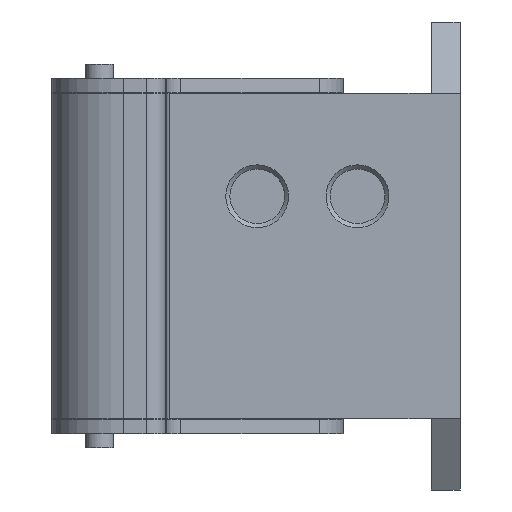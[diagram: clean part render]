
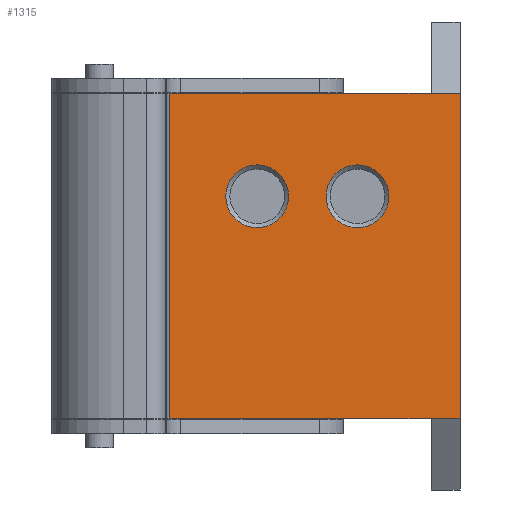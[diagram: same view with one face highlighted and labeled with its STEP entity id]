
A CAD part, left-side view. The second image highlights one B-rep face of the part: STEP entity #1315.
In plain terms, the highlighted planar face has unit normal (-1, 0, 0).
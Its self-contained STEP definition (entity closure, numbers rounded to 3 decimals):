
#52=LINE('',#1896,#178);
#71=LINE('',#1953,#197);
#133=LINE('',#2144,#259);
#134=LINE('',#2150,#260);
#178=VECTOR('',#1503,1000.);
#197=VECTOR('',#1542,1000.);
#259=VECTOR('',#1742,1000.);
#260=VECTOR('',#1749,1000.);
#526=ORIENTED_EDGE('',*,*,#790,.T.);
#527=ORIENTED_EDGE('',*,*,#791,.T.);
#528=ORIENTED_EDGE('',*,*,#669,.T.);
#529=ORIENTED_EDGE('',*,*,#792,.F.);
#530=ORIENTED_EDGE('',*,*,#697,.F.);
#531=ORIENTED_EDGE('',*,*,#789,.T.);
#669=EDGE_CURVE('',#852,#851,#52,.T.);
#697=EDGE_CURVE('',#879,#865,#71,.T.);
#789=EDGE_CURVE('',#879,#852,#133,.T.);
#790=EDGE_CURVE('',#940,#940,#1016,.T.);
#791=EDGE_CURVE('',#941,#941,#1017,.T.);
#792=EDGE_CURVE('',#865,#851,#134,.T.);
#851=VERTEX_POINT('',#1895);
#852=VERTEX_POINT('',#1897);
#865=VERTEX_POINT('',#1925);
#879=VERTEX_POINT('',#1952);
#940=VERTEX_POINT('',#2147);
#941=VERTEX_POINT('',#2149);
#1016=CIRCLE('',#1445,6.578);
#1017=CIRCLE('',#1446,6.579);
#1083=EDGE_LOOP('',(#526));
#1084=EDGE_LOOP('',(#527));
#1085=EDGE_LOOP('',(#528,#529,#530,#531));
#1181=FACE_BOUND('',#1083,.T.);
#1182=FACE_BOUND('',#1084,.T.);
#1183=FACE_BOUND('',#1085,.T.);
#1251=PLANE('',#1444);
#1315=ADVANCED_FACE('',(#1181,#1182,#1183),#1251,.F.);
#1444=AXIS2_PLACEMENT_3D('',#2145,#1743,#1744);
#1445=AXIS2_PLACEMENT_3D('',#2146,#1745,#1746);
#1446=AXIS2_PLACEMENT_3D('',#2148,#1747,#1748);
#1503=DIRECTION('',(0.,-1.,0.));
#1542=DIRECTION('',(0.,-1.,0.));
#1742=DIRECTION('',(0.,0.,-1.));
#1743=DIRECTION('',(1.,0.,0.));
#1744=DIRECTION('',(0.,0.,-1.));
#1745=DIRECTION('',(1.,0.,0.));
#1746=DIRECTION('',(0.,0.,-1.));
#1747=DIRECTION('',(1.,0.,0.));
#1748=DIRECTION('',(0.,0.,-1.));
#1749=DIRECTION('',(0.,0.,-1.));
#1895=CARTESIAN_POINT('',(11.,0.,-34.1));
#1896=CARTESIAN_POINT('',(11.,60.907,-34.1));
#1897=CARTESIAN_POINT('',(11.,60.907,-34.1));
#1925=CARTESIAN_POINT('',(11.,0.,34.1));
#1952=CARTESIAN_POINT('',(11.,60.907,34.1));
#1953=CARTESIAN_POINT('',(11.,60.907,34.1));
#2144=CARTESIAN_POINT('',(11.,60.907,34.1));
#2145=CARTESIAN_POINT('',(11.,60.907,34.1));
#2146=CARTESIAN_POINT('',(11.,42.5,12.5));
#2147=CARTESIAN_POINT('',(11.,42.5,5.922));
#2148=CARTESIAN_POINT('',(11.,21.5,12.5));
#2149=CARTESIAN_POINT('',(11.,21.5,5.922));
#2150=CARTESIAN_POINT('',(11.,0.,34.1));
